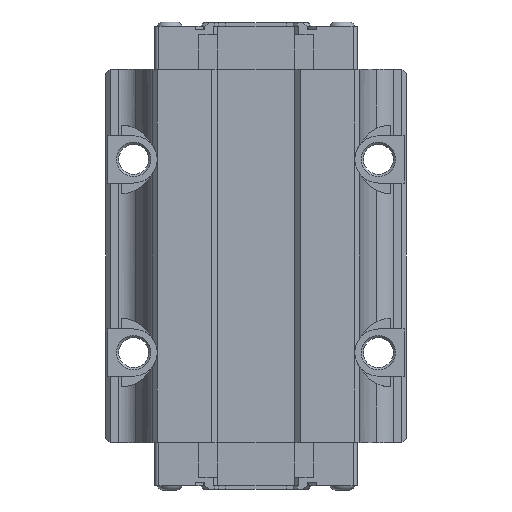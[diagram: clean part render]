
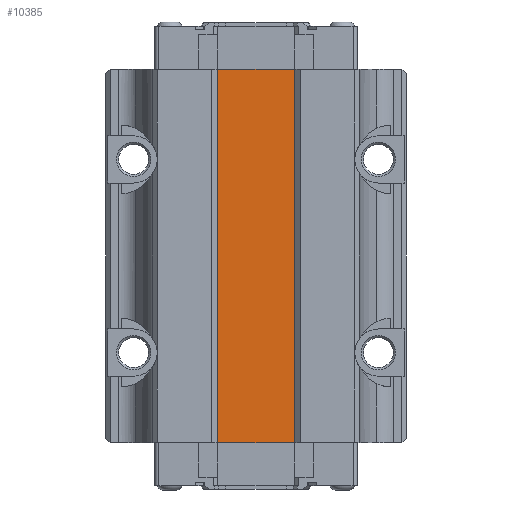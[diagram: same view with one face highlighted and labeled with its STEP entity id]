
A CAD part, front view. The second image highlights one B-rep face of the part: STEP entity #10385.
In plain terms, the highlighted planar face has unit normal (0, -1, 0).
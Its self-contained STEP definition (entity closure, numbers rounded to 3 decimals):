
#1351=FACE_OUTER_BOUND('',#1929,.T.);
#1929=EDGE_LOOP('',(#9453,#9454,#9455,#9456));
#2812=LINE('',#16612,#3900);
#2850=LINE('',#16731,#3938);
#3017=LINE('',#17343,#4105);
#3018=LINE('',#17345,#4106);
#3900=VECTOR('',#13635,10.);
#3938=VECTOR('',#13767,10.);
#4105=VECTOR('',#14198,10.);
#4106=VECTOR('',#14201,10.);
#4904=VERTEX_POINT('',#16609);
#4905=VERTEX_POINT('',#16611);
#4938=VERTEX_POINT('',#16728);
#4939=VERTEX_POINT('',#16730);
#6252=EDGE_CURVE('',#4904,#4905,#2812,.T.);
#6310=EDGE_CURVE('',#4938,#4939,#2850,.T.);
#6541=EDGE_CURVE('',#4904,#4939,#3017,.T.);
#6542=EDGE_CURVE('',#4905,#4938,#3018,.T.);
#9453=ORIENTED_EDGE('',*,*,#6541,.T.);
#9454=ORIENTED_EDGE('',*,*,#6310,.F.);
#9455=ORIENTED_EDGE('',*,*,#6542,.F.);
#9456=ORIENTED_EDGE('',*,*,#6252,.F.);
#9845=PLANE('',#11316);
#10385=ADVANCED_FACE('',(#1351),#9845,.T.);
#11316=AXIS2_PLACEMENT_3D('',#17344,#14199,#14200);
#13635=DIRECTION('',(-1.,0.,0.));
#13767=DIRECTION('',(1.,0.,0.));
#14198=DIRECTION('',(0.,0.,1.));
#14199=DIRECTION('center_axis',(0.,-1.,0.));
#14200=DIRECTION('ref_axis',(1.,0.,0.));
#14201=DIRECTION('',(0.,0.,1.));
#16609=CARTESIAN_POINT('',(9.43,-6.35,-43.45));
#16611=CARTESIAN_POINT('',(-9.43,-6.35,-43.45));
#16612=CARTESIAN_POINT('',(-9.43,-6.35,-43.45));
#16728=CARTESIAN_POINT('',(-9.43,-6.35,43.45));
#16730=CARTESIAN_POINT('',(9.43,-6.35,43.45));
#16731=CARTESIAN_POINT('',(-9.43,-6.35,43.45));
#17343=CARTESIAN_POINT('',(9.43,-6.35,0.));
#17344=CARTESIAN_POINT('Origin',(-9.43,-6.35,0.));
#17345=CARTESIAN_POINT('',(-9.43,-6.35,0.));
